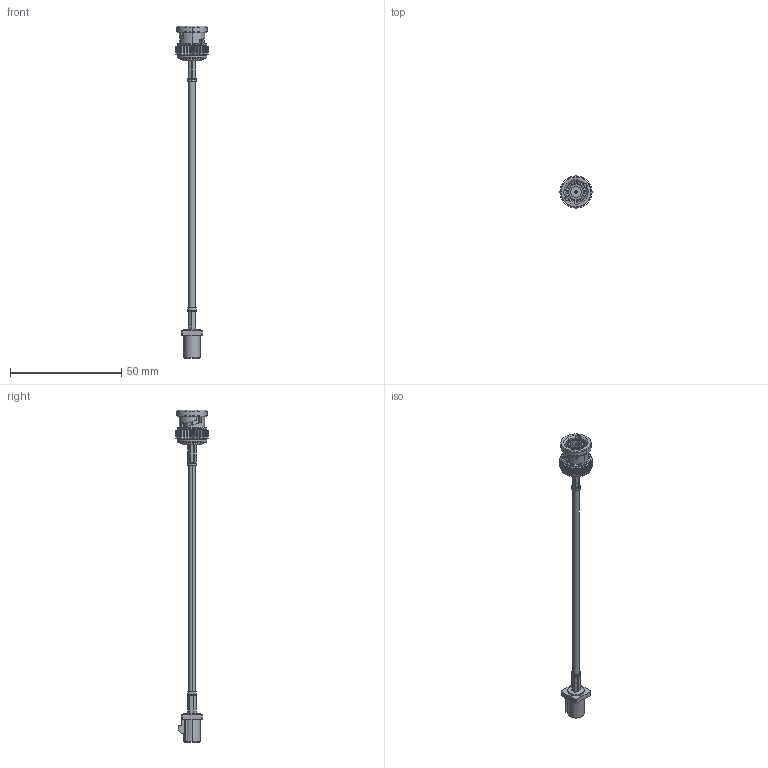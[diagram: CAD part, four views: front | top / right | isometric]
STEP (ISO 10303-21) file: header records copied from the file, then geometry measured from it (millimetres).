
FILE_DESCRIPTION (( 'STEP AP214' ), '1' );
FILE_NAME ('PE3C7715.step', '2021-04-29T22:10:56', ( '' ), ( '' ), 'SwSTEP 2.0', 'SolidWorks 2020', '' );
FILE_SCHEMA (( 'AUTOMOTIVE_DESIGN' ));
Length unit declared in the file: inch
Products named in the file (4): RG174AU^PE3C7715_RG174A-U; PE45045^PE3C7715_Crimped; PE3C7715; PE45404A^PE3C7715_Crimped
Assembly tree (3 placements, depth 2):
  PE3C7715
    RG174AU^PE3C7715_RG174A-U
    PE45404A^PE3C7715_Crimped
    PE45045^PE3C7715_Crimped
Bounding box: 14.46 x 14.46 x 149.22 mm (x, y, z)
Volume: 2679.5 mm3; surface area: 4221.4 mm2
Topology: 6 solids, 7 shells, 624 faces, 1487 edges, 893 vertices
Faces by surface type: plane 239, cylinder 207, cone 150, bspline 20, torus 8
Entity records: 23365 total; most frequent: CARTESIAN_POINT 8386, ORIENTED_EDGE 2970, DIRECTION 2767, EDGE_CURVE 1485, AXIS2_PLACEMENT_3D 1118, VERTEX_POINT 893, EDGE_LOOP 652, FACE_OUTER_BOUND 624
